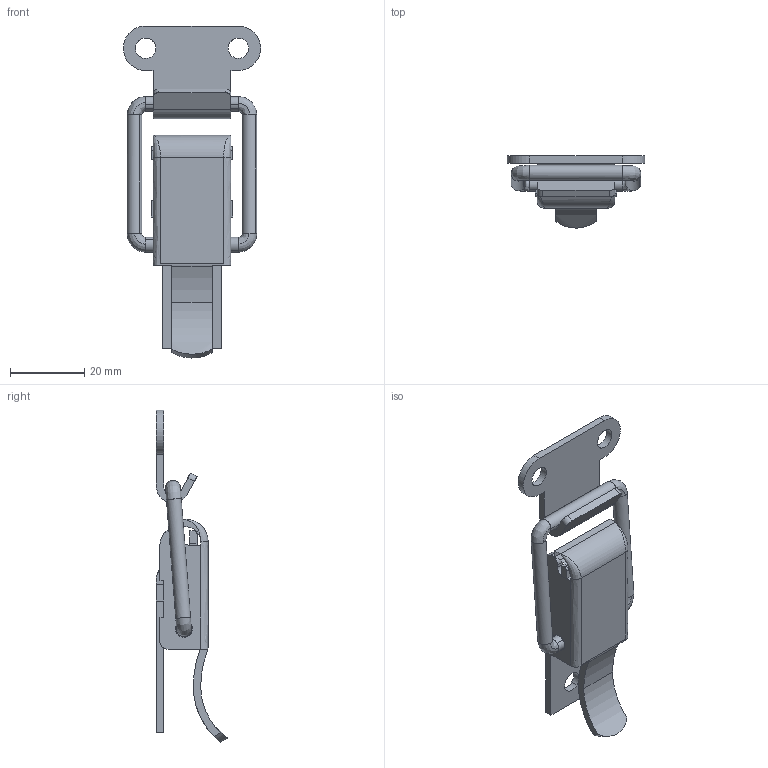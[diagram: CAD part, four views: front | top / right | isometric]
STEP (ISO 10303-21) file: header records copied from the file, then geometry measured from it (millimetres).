
FILE_DESCRIPTION((''),'2;1');
FILE_NAME('','2006-02-22T16:10:16',(''),(''),'','CADfix','');
FILE_SCHEMA(('AUTOMOTIVE_DESIGN'));
Length unit declared in the file: millimetre
Products named in the file (5): lever; keeper; base; arm; TL_87_001_21185_36
Assembly tree (4 placements, depth 2):
  TL_87_001_21185_36
    lever
    keeper
    base
    arm
Bounding box: 37 x 19.3 x 89.5 mm (x, y, z)
Volume: 8543.3 mm3; surface area: 9897.3 mm2
Topology: 4 solids, 4 shells, 175 faces, 553 edges, 384 vertices
Faces by surface type: bspline 175
Entity records: 8831 total; most frequent: CARTESIAN_POINT 5487, ORIENTED_EDGE 1102, EDGE_CURVE 551, VERTEX_POINT 384, B_SPLINE_CURVE_WITH_KNOTS 308, QUASI_UNIFORM_CURVE 243, EDGE_LOOP 189, FACE_OUTER_BOUND 175
